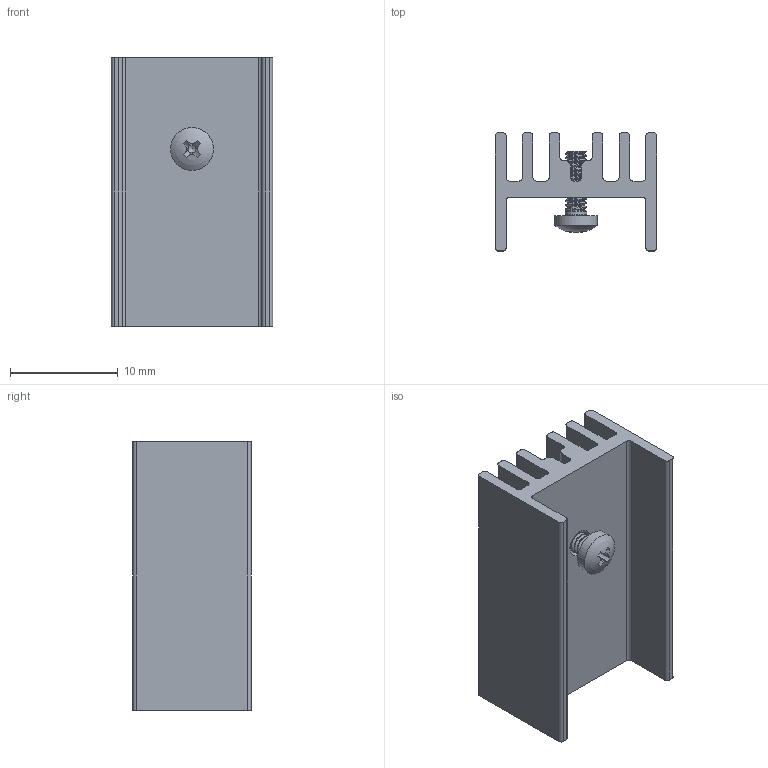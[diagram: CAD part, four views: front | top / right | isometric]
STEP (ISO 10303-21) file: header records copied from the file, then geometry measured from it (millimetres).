
FILE_DESCRIPTION(/* description */ (''),/* implementation_level */ '2;1');
FILE_NAME(/* name */ 'HeatsinkTO220 v1.step',/* time_stamp */ '2023-12-14T14:22:51+09:00',/* author */ (''),/* organization */ (''),/* preprocessor_version */ 'ST-DEVELOPER v20',/* originating_system */ 'Autodesk Translation Framework v12.14.0.127',/* authorisation */ '');
FILE_SCHEMA (('AUTOMOTIVE_DESIGN { 1 0 10303 214 3 1 1 }'));
Length unit declared in the file: millimetre
Products named in the file (3): HeatsinkTO220; HeatSink; M2x6-Screw
Assembly tree (2 placements, depth 2):
  HeatsinkTO220
    HeatSink
    M2x6-Screw
Bounding box: 15 x 11 x 25 mm (x, y, z)
Volume: 1600 mm3; surface area: 2792 mm2
Topology: 2 solids, 2 shells, 159 faces, 408 edges, 252 vertices
Faces by surface type: bspline 59, plane 55, cylinder 37, cone 6, torus 1, sphere 1
Full cylindrical faces by diameter (mm): 2 x2, 4 x1
Entity records: 8918 total; most frequent: CARTESIAN_POINT 5295, ORIENTED_EDGE 814, DIRECTION 633, EDGE_CURVE 407, VERTEX_POINT 252, AXIS2_PLACEMENT_3D 218, LINE 197, VECTOR 197
